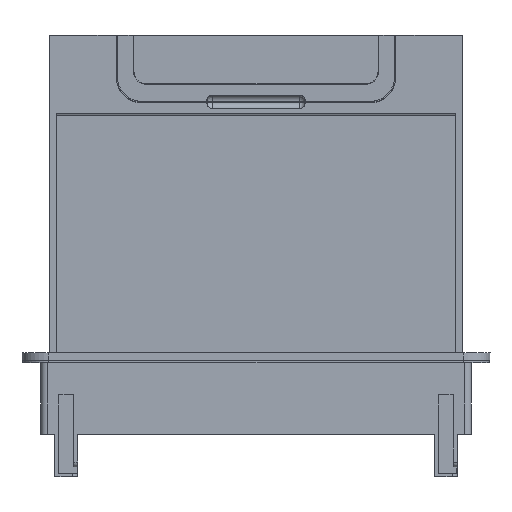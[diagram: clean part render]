
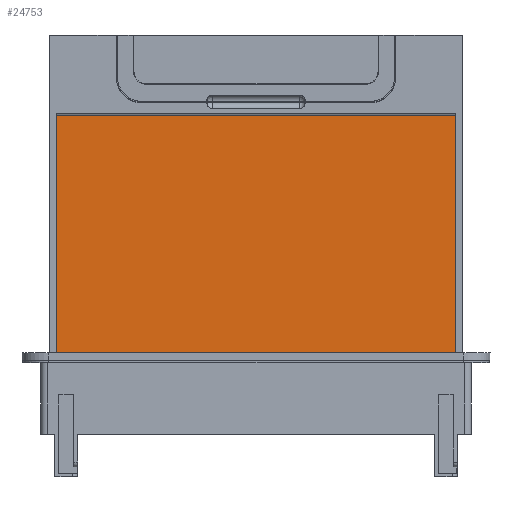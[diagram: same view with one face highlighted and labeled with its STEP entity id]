
A CAD part, front view. The second image highlights one B-rep face of the part: STEP entity #24753.
In plain terms, the highlighted face is planar.
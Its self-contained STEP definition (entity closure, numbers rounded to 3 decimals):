
#23739=CARTESIAN_POINT('Vertex',(54.933,-122.,5.1)) ;
#23742=CARTESIAN_POINT('Line Origine',(-22.77,-122.,5.1)) ;
#23746=CARTESIAN_POINT('Vertex',(-100.474,-122.,5.1)) ;
#23767=CARTESIAN_POINT('Line Origine',(-100.474,0.,5.1)) ;
#23771=CARTESIAN_POINT('Vertex',(-100.474,122.,5.1)) ;
#23791=CARTESIAN_POINT('Line Origine',(-22.77,122.,5.1)) ;
#23795=CARTESIAN_POINT('Vertex',(54.933,122.,5.1)) ;
#24730=CARTESIAN_POINT('Line Origine',(54.933,0.,5.1)) ;
#24742=CARTESIAN_POINT('Axis2P3D Location',(54.933,0.,5.1)) ;
#23743=DIRECTION('Vector Direction',(-1.,0.,0.)) ;
#23768=DIRECTION('Vector Direction',(0.,-1.,0.)) ;
#23792=DIRECTION('Vector Direction',(-1.,0.,0.)) ;
#24731=DIRECTION('Vector Direction',(0.,1.,0.)) ;
#24743=DIRECTION('Axis2P3D Direction',(0.,0.,1.)) ;
#24744=DIRECTION('Axis2P3D XDirection',(-1.,0.,0.)) ;
#24745=AXIS2_PLACEMENT_3D('Plane Axis2P3D',#24742,#24743,#24744) ;
#24748=ORIENTED_EDGE('',*,*,#24734,.F.) ;
#24749=ORIENTED_EDGE('',*,*,#23797,.T.) ;
#24750=ORIENTED_EDGE('',*,*,#23773,.T.) ;
#24751=ORIENTED_EDGE('',*,*,#23748,.F.) ;
#23744=VECTOR('Line Direction',#23743,1.) ;
#23769=VECTOR('Line Direction',#23768,1.) ;
#23793=VECTOR('Line Direction',#23792,1.) ;
#24732=VECTOR('Line Direction',#24731,1.) ;
#24753=ADVANCED_FACE('Corps de pi\X2\00E8\X0\ce.1',(#24752),#24746,.T.) ;
#23748=EDGE_CURVE('',#23740,#23747,#23745,.T.) ;
#23773=EDGE_CURVE('',#23772,#23747,#23770,.T.) ;
#23797=EDGE_CURVE('',#23796,#23772,#23794,.T.) ;
#24734=EDGE_CURVE('',#23796,#23740,#24733,.F.) ;
#24747=EDGE_LOOP('',(#24748,#24749,#24750,#24751)) ;
#24752=FACE_OUTER_BOUND('',#24747,.T.) ;
#23745=LINE('Line',#23742,#23744) ;
#23770=LINE('Line',#23767,#23769) ;
#23794=LINE('Line',#23791,#23793) ;
#24733=LINE('Line',#24730,#24732) ;
#24746=PLANE('',#24745) ;
#23740=VERTEX_POINT('',#23739) ;
#23747=VERTEX_POINT('',#23746) ;
#23772=VERTEX_POINT('',#23771) ;
#23796=VERTEX_POINT('',#23795) ;
